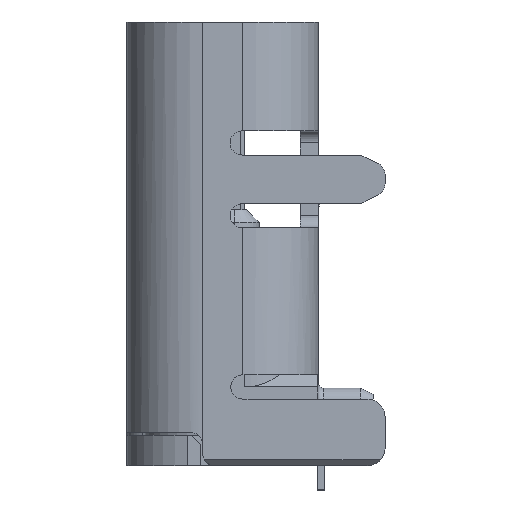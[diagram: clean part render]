
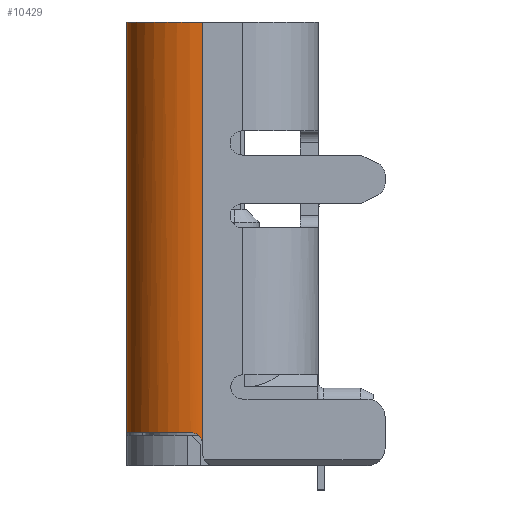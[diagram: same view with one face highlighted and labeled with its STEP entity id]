
A CAD part, left-side view. The second image highlights one B-rep face of the part: STEP entity #10429.
In plain terms, the highlighted cylindrical face has radius 1.25 mm (diameter 2.5 mm), a partial arc.
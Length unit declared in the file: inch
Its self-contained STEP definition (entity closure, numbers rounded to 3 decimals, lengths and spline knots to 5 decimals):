
#1278 = FACE_OUTER_BOUND ( 'NONE', #26590, .T. ) ;
#1487 = CARTESIAN_POINT ( 'NONE',  ( -0.17585, 0.01571, -0.14035 ) ) ;
#1651 = DIRECTION ( 'NONE',  ( 0., 0., 1. ) ) ;
#1750 = CARTESIAN_POINT ( 'NONE',  ( -0.12697, 0.00972, -0.14035 ) ) ;
#3065 = CIRCLE ( 'NONE', #20601, 0.04921 ) ;
#3323 = CARTESIAN_POINT ( 'NONE',  ( -0.17616, 0.01091, -0.14403 ) ) ;
#4471 = EDGE_CURVE ( 'NONE', #12880, #23060, #3065, .T. ) ;
#4606 = EDGE_CURVE ( 'NONE', #12010, #23060, #15231, .T. ) ;
#4864 = CIRCLE ( 'NONE', #27791, 0.04921 ) ;
#5648 = DIRECTION ( 'NONE',  ( 0., 1., 0. ) ) ;
#6567 = EDGE_CURVE ( 'NONE', #21392, #12880, #22310, .T. ) ;
#6644 = VECTOR ( 'NONE', #12531, 39.37008 ) ;
#8584 = ORIENTED_EDGE ( 'NONE', *, *, #4471, .F. ) ;
#8831 = CARTESIAN_POINT ( 'NONE',  ( -0.17618, 0.00972, -0.14823 ) ) ;
#9298 = CARTESIAN_POINT ( 'NONE',  ( -0.12697, 0.05893, 0.12618 ) ) ;
#9783 = CARTESIAN_POINT ( 'NONE',  ( -0.17614, 0.01185, -0.14284 ) ) ;
#10300 = CARTESIAN_POINT ( 'NONE',  ( -0.12697, 0.05893, -0.14035 ) ) ;
#10308 = DIRECTION ( 'NONE',  ( 0., 0., -1. ) ) ;
#10429 = ADVANCED_FACE ( 'NONE', ( #1278 ), #18435, .T. ) ;
#10551 = ORIENTED_EDGE ( 'NONE', *, *, #20169, .F. ) ;
#12010 = VERTEX_POINT ( 'NONE', #9298 ) ;
#12027 = CARTESIAN_POINT ( 'NONE',  ( -0.17613, 0.01195, -0.14274 ) ) ;
#12442 = CARTESIAN_POINT ( 'NONE',  ( -0.17615, 0.01152, -0.1432 ) ) ;
#12531 = DIRECTION ( 'NONE',  ( 0., 0., 1. ) ) ;
#12880 = VERTEX_POINT ( 'NONE', #23242 ) ;
#12944 = LINE ( 'NONE', #21259, #6644 ) ;
#13515 = CARTESIAN_POINT ( 'NONE',  ( -0.12697, 0.05893, 0.12618 ) ) ;
#14275 = CARTESIAN_POINT ( 'NONE',  ( -0.17614, 0.01164, -0.14307 ) ) ;
#14402 = CARTESIAN_POINT ( 'NONE',  ( -0.17604, 0.01362, -0.14107 ) ) ;
#14572 = CARTESIAN_POINT ( 'NONE',  ( -0.12697, 0.00972, 0.12618 ) ) ;
#15231 = LINE ( 'NONE', #13515, #16545 ) ;
#16042 = ORIENTED_EDGE ( 'NONE', *, *, #6567, .F. ) ;
#16125 = CARTESIAN_POINT ( 'NONE',  ( -0.17618, 0.01017, -0.14539 ) ) ;
#16179 = VERTEX_POINT ( 'NONE', #20496 ) ;
#16310 = CARTESIAN_POINT ( 'NONE',  ( -0.12697, 0.00972, 0.1813 ) ) ;
#16545 = VECTOR ( 'NONE', #17357, 39.37008 ) ;
#17357 = DIRECTION ( 'NONE',  ( 0., 0., -1. ) ) ;
#18379 = CARTESIAN_POINT ( 'NONE',  ( -0.17555, 0.01759, -0.14035 ) ) ;
#18435 = CYLINDRICAL_SURFACE ( 'NONE', #23564, 0.04921 ) ;
#19424 = EDGE_CURVE ( 'NONE', #21392, #16179, #12944, .T. ) ;
#20169 = EDGE_CURVE ( 'NONE', #12010, #16179, #4864, .T. ) ;
#20345 = CARTESIAN_POINT ( 'NONE',  ( -0.17618, 0.00972, -0.14666 ) ) ;
#20492 = CARTESIAN_POINT ( 'NONE',  ( -0.17613, 0.01194, -0.14274 ) ) ;
#20496 = CARTESIAN_POINT ( 'NONE',  ( -0.17618, 0.00972, 0.12618 ) ) ;
#20601 = AXIS2_PLACEMENT_3D ( 'NONE', #1750, #10308, #25228 ) ;
#20631 = CARTESIAN_POINT ( 'NONE',  ( -0.17616, 0.01117, -0.14365 ) ) ;
#20748 = CARTESIAN_POINT ( 'NONE',  ( -0.17614, 0.0118, -0.14289 ) ) ;
#21259 = CARTESIAN_POINT ( 'NONE',  ( -0.17618, 0.00972, -0.14823 ) ) ;
#21392 = VERTEX_POINT ( 'NONE', #8831 ) ;
#22310 = B_SPLINE_CURVE_WITH_KNOTS ( 'NONE', 3,
 ( #22450, #20345, #16125, #3323, #20631, #12442, #14275, #20748, #9783, #12027, #20492, #14402, #1487, #18379 ),
 .UNSPECIFIED., .F., .F.,
 ( 4, 2, 2, 2, 2, 2, 4 ),
 ( 0., 0.25, 0.375, 0.4375, 0.46875, 0.5, 1. ),
 .UNSPECIFIED. ) ;
#22450 = CARTESIAN_POINT ( 'NONE',  ( -0.17618, 0.00972, -0.14823 ) ) ;
#22859 = ORIENTED_EDGE ( 'NONE', *, *, #19424, .T. ) ;
#23060 = VERTEX_POINT ( 'NONE', #10300 ) ;
#23242 = CARTESIAN_POINT ( 'NONE',  ( -0.17555, 0.01759, -0.14035 ) ) ;
#23564 = AXIS2_PLACEMENT_3D ( 'NONE', #16310, #24905, #5648 ) ;
#24905 = DIRECTION ( 'NONE',  ( 0., 0., 1. ) ) ;
#25228 = DIRECTION ( 'NONE',  ( -0.987, 0.16, 0. ) ) ;
#25687 = DIRECTION ( 'NONE',  ( 0., 1., 0. ) ) ;
#26307 = ORIENTED_EDGE ( 'NONE', *, *, #4606, .T. ) ;
#26590 = EDGE_LOOP ( 'NONE', ( #16042, #22859, #10551, #26307, #8584 ) ) ;
#27791 = AXIS2_PLACEMENT_3D ( 'NONE', #14572, #1651, #25687 ) ;
